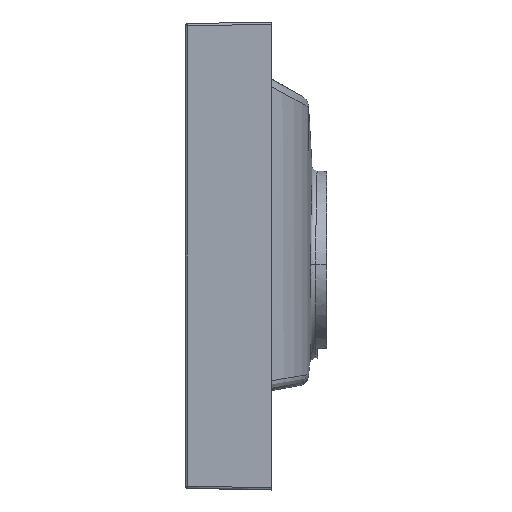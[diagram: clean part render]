
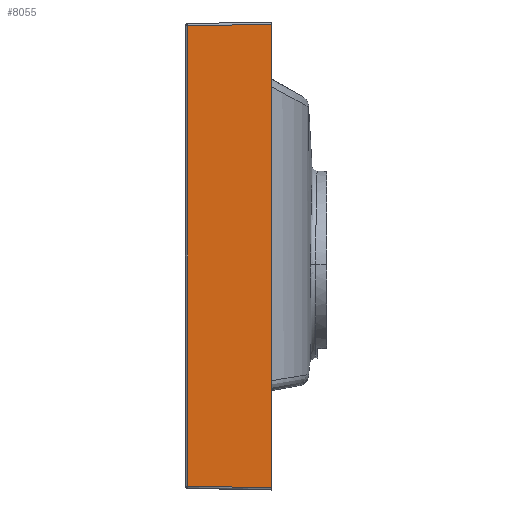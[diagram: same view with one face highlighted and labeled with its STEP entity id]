
A CAD part, left-side view. The second image highlights one B-rep face of the part: STEP entity #8055.
In plain terms, the highlighted planar face has unit normal (-1, 0.026, 0).
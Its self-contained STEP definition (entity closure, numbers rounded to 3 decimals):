
#262 = VERTEX_POINT ( 'NONE', #7163 ) ;
#427 = EDGE_CURVE ( 'NONE', #2841, #7980, #8357, .T. ) ;
#767 = EDGE_CURVE ( 'NONE', #2855, #262, #7128, .T. ) ;
#1011 = EDGE_CURVE ( 'NONE', #2841, #2855, #5163, .T. ) ;
#1273 = DIRECTION ( 'NONE',  ( -1., 0.026, 0. ) ) ;
#1628 = DIRECTION ( 'NONE',  ( 0., 0., -1. ) ) ;
#1647 = ORIENTED_EDGE ( 'NONE', *, *, #767, .T. ) ;
#2841 = VERTEX_POINT ( 'NONE', #8051 ) ;
#2855 = VERTEX_POINT ( 'NONE', #3410 ) ;
#2992 = CARTESIAN_POINT ( 'NONE',  ( -296.551, -1.948, 207.5 ) ) ;
#3410 = CARTESIAN_POINT ( 'NONE',  ( -296.551, -1.948, 205.538 ) ) ;
#3596 = VECTOR ( 'NONE', #1628, 1000. ) ;
#3773 = AXIS2_PLACEMENT_3D ( 'NONE', #7758, #1273, #3774 ) ;
#3774 = DIRECTION ( 'NONE',  ( -0.026, -1., 0. ) ) ;
#3839 = EDGE_LOOP ( 'NONE', ( #4749, #1647, #7449, #5950 ) ) ;
#4057 = CARTESIAN_POINT ( 'NONE',  ( -296.501, -0.038, 205.501 ) ) ;
#4459 = DIRECTION ( 'NONE',  ( 0., 0., -1. ) ) ;
#4749 = ORIENTED_EDGE ( 'NONE', *, *, #1011, .T. ) ;
#5111 = CARTESIAN_POINT ( 'NONE',  ( -298.516, -77., -206.979 ) ) ;
#5163 = LINE ( 'NONE', #4057, #6020 ) ;
#5211 = FACE_OUTER_BOUND ( 'NONE', #3839, .T. ) ;
#5950 = ORIENTED_EDGE ( 'NONE', *, *, #427, .F. ) ;
#6020 = VECTOR ( 'NONE', #6722, 1000. ) ;
#6486 = CARTESIAN_POINT ( 'NONE',  ( -298.516, -77., 207.5 ) ) ;
#6722 = DIRECTION ( 'NONE',  ( 0.026, 0.999, -0.019 ) ) ;
#6745 = VECTOR ( 'NONE', #4459, 1000. ) ;
#6929 = EDGE_CURVE ( 'NONE', #262, #7980, #8021, .T. ) ;
#7128 = LINE ( 'NONE', #2992, #3596 ) ;
#7131 = CARTESIAN_POINT ( 'NONE',  ( -298.517, -77.038, -206.98 ) ) ;
#7163 = CARTESIAN_POINT ( 'NONE',  ( -296.551, -1.948, -205.538 ) ) ;
#7449 = ORIENTED_EDGE ( 'NONE', *, *, #6929, .T. ) ;
#7758 = CARTESIAN_POINT ( 'NONE',  ( -296.5, 0., 207.5 ) ) ;
#7793 = VECTOR ( 'NONE', #8530, 1000. ) ;
#7980 = VERTEX_POINT ( 'NONE', #5111 ) ;
#8021 = LINE ( 'NONE', #7131, #7793 ) ;
#8051 = CARTESIAN_POINT ( 'NONE',  ( -298.516, -77., 206.979 ) ) ;
#8055 = ADVANCED_FACE ( 'NONE', ( #5211 ), #8496, .T. ) ;
#8357 = LINE ( 'NONE', #6486, #6745 ) ;
#8496 = PLANE ( 'NONE',  #3773 ) ;
#8530 = DIRECTION ( 'NONE',  ( -0.026, -0.999, -0.019 ) ) ;
